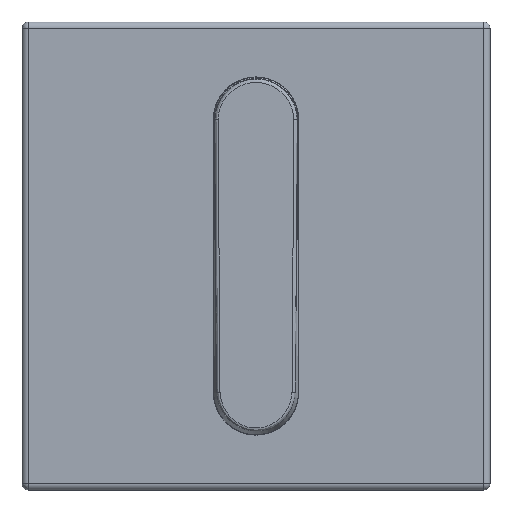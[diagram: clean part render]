
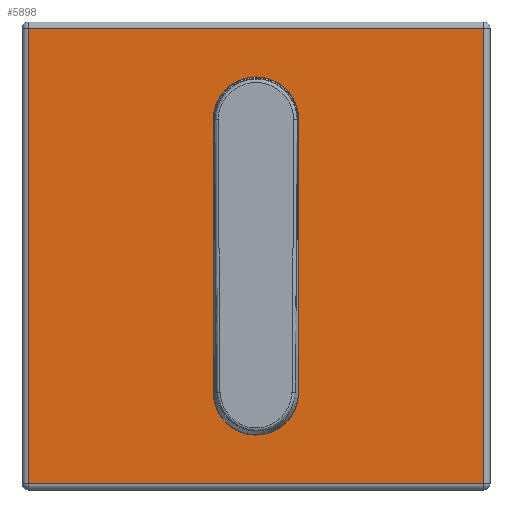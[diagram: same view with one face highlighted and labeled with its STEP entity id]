
A CAD part, front view. The second image highlights one B-rep face of the part: STEP entity #5898.
In plain terms, the highlighted face is planar.
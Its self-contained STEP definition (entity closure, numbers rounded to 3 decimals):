
#72 = ORIENTED_EDGE ( 'NONE', *, *, #9618, .T. ) ;
#327 = EDGE_CURVE ( 'NONE', #8826, #3525, #9098, .T. ) ;
#330 = ORIENTED_EDGE ( 'NONE', *, *, #9845, .T. ) ;
#379 = DIRECTION ( 'NONE',  ( 0., 0., -1. ) ) ;
#1496 = LINE ( 'NONE', #8069, #9471 ) ;
#1671 = CARTESIAN_POINT ( 'NONE',  ( 0., 9., 0. ) ) ;
#2576 = DIRECTION ( 'NONE',  ( 0., 0., -1. ) ) ;
#2706 = EDGE_LOOP ( 'NONE', ( #7967, #330, #11082, #72 ) ) ;
#3015 = VECTOR ( 'NONE', #3377, 1000. ) ;
#3377 = DIRECTION ( 'NONE',  ( 1., 0., 0. ) ) ;
#3446 = AXIS2_PLACEMENT_3D ( 'NONE', #1671, #7814, #2576 ) ;
#3525 = VERTEX_POINT ( 'NONE', #4135 ) ;
#3756 = VECTOR ( 'NONE', #5296, 1000. ) ;
#4135 = CARTESIAN_POINT ( 'NONE',  ( -29.2, 9., 29.2 ) ) ;
#4226 = LINE ( 'NONE', #4776, #7917 ) ;
#4656 = VERTEX_POINT ( 'NONE', #5589 ) ;
#4776 = CARTESIAN_POINT ( 'NONE',  ( 29.2, 9., 0. ) ) ;
#4808 = CARTESIAN_POINT ( 'NONE',  ( -29.2, 9., -29.2 ) ) ;
#5296 = DIRECTION ( 'NONE',  ( 0., 0., 1. ) ) ;
#5589 = CARTESIAN_POINT ( 'NONE',  ( 29.2, 9., -29.2 ) ) ;
#5898 = ADVANCED_FACE ( 'NONE', ( #9637 ), #11258, .F. ) ;
#6188 = LINE ( 'NONE', #9458, #3015 ) ;
#7035 = VERTEX_POINT ( 'NONE', #7596 ) ;
#7596 = CARTESIAN_POINT ( 'NONE',  ( 29.2, 9., 29.2 ) ) ;
#7814 = DIRECTION ( 'NONE',  ( 0., -1., 0. ) ) ;
#7917 = VECTOR ( 'NONE', #379, 1000. ) ;
#7967 = ORIENTED_EDGE ( 'NONE', *, *, #327, .T. ) ;
#8069 = CARTESIAN_POINT ( 'NONE',  ( 0., 9., -29.2 ) ) ;
#8177 = DIRECTION ( 'NONE',  ( -1., 0., 0. ) ) ;
#8405 = EDGE_CURVE ( 'NONE', #7035, #4656, #4226, .T. ) ;
#8826 = VERTEX_POINT ( 'NONE', #4808 ) ;
#9098 = LINE ( 'NONE', #9321, #3756 ) ;
#9321 = CARTESIAN_POINT ( 'NONE',  ( -29.2, 9., 0. ) ) ;
#9458 = CARTESIAN_POINT ( 'NONE',  ( 0., 9., 29.2 ) ) ;
#9471 = VECTOR ( 'NONE', #8177, 1000. ) ;
#9618 = EDGE_CURVE ( 'NONE', #4656, #8826, #1496, .T. ) ;
#9637 = FACE_OUTER_BOUND ( 'NONE', #2706, .T. ) ;
#9845 = EDGE_CURVE ( 'NONE', #3525, #7035, #6188, .T. ) ;
#11082 = ORIENTED_EDGE ( 'NONE', *, *, #8405, .T. ) ;
#11258 = PLANE ( 'NONE',  #3446 ) ;
